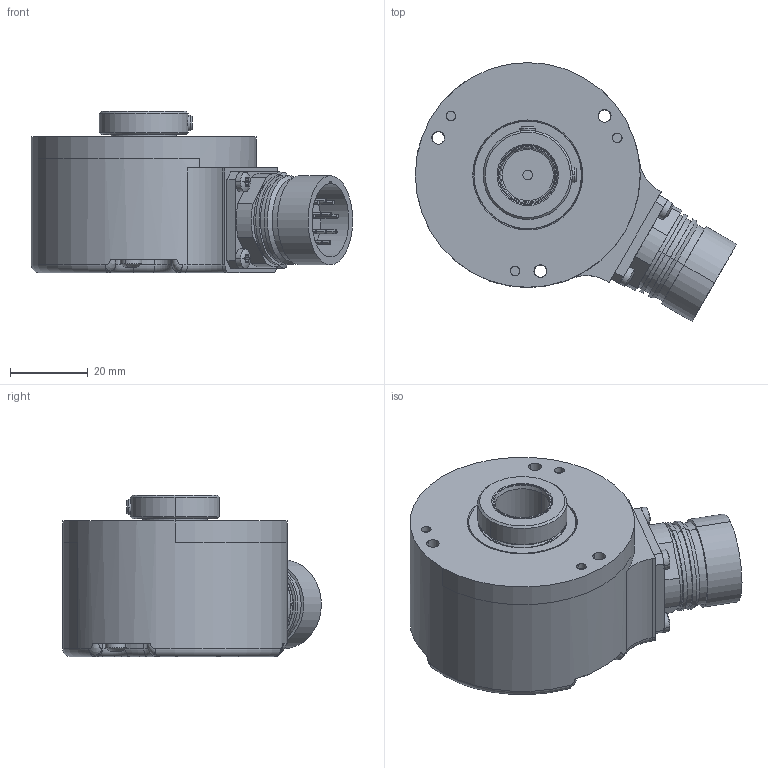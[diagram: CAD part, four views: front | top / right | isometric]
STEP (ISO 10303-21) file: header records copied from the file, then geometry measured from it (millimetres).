
FILE_DESCRIPTION((''),'2;1');
FILE_NAME('555695','2010-10-14T',('se2802'),(''),'PRO/ENGINEER BY PARAMETRIC TECHNOLOGY CORPORATION, 2010180','PRO/ENGINEER BY PARAMETRIC TECHNOLOGY CORPORATION, 2010180','');
FILE_SCHEMA(('CONFIG_CONTROL_DESIGN'));
Length unit declared in the file: millimetre
Products named in the file (1): 555695
Bounding box: 82.9 x 66.76 x 41.6 mm (x, y, z)
Volume: 60574 mm3; surface area: 41289.3 mm2
Topology: 1 solids, 2 shells, 1236 faces, 3342 edges, 2113 vertices
Faces by surface type: cylinder 587, plane 410, torus 106, cone 103, sphere 22, bspline 6, revolution 2
Entity records: 42975 total; most frequent: CARTESIAN_POINT 10769, DIRECTION 7208, ORIENTED_EDGE 6660, EDGE_CURVE 3330, AXIS2_PLACEMENT_3D 2894, VERTEX_POINT 2114, CIRCLE 1666, VECTOR 1418
